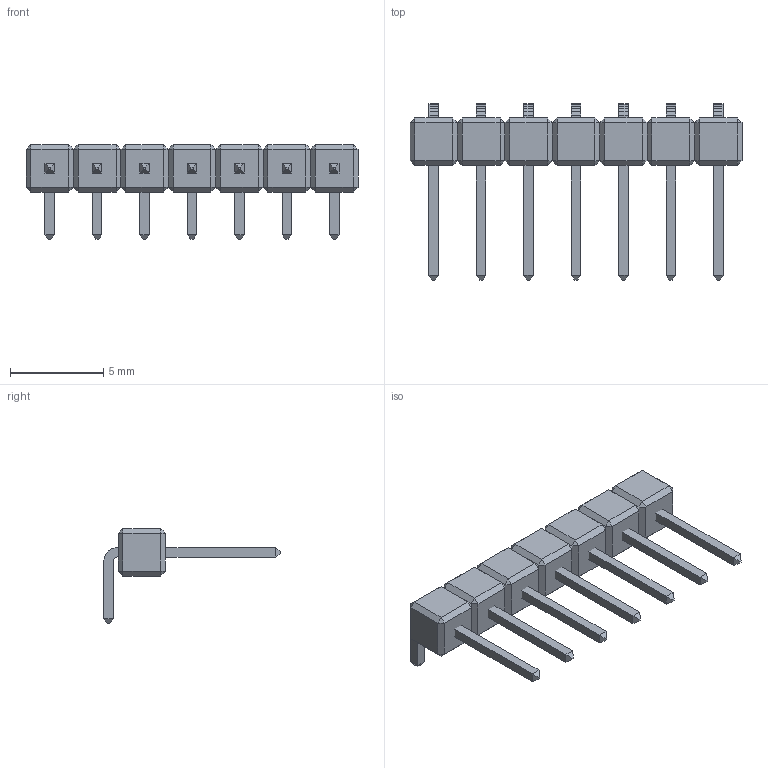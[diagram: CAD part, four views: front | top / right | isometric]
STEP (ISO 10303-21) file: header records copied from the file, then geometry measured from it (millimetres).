
FILE_DESCRIPTION(('STEP AP203'), '1');
FILE_NAME('PLS-7R', '2023-02-21T06:09:03', ('ava'), (''), 'ASCON STEP Converter 1.3', 'ASCON Math Kernel', '');
FILE_SCHEMA(('CONFIG_CONTROL_DESIGN'));
Length unit declared in the file: millimetre
Products named in the file (3): 10; 11; 12
Assembly tree (3 placements, depth 2):
  10
    11
    12  x2
Bounding box: 17.78 x 9.45 x 5.08 mm (x, y, z)
Volume: 22.6 mm3; surface area: 402 mm2
Topology: 7 solids, 20 shells, 374 faces, 850 edges, 500 vertices
Faces by surface type: plane 374
Entity records: 10069 total; most frequent: CARTESIAN_POINT 1480, ORIENTED_EDGE 1400, DIRECTION 1376, EDGE_CURVE 728, LINE 728, VECTOR 728, VERTEX_POINT 428, AXIS2_PLACEMENT_3D 324
